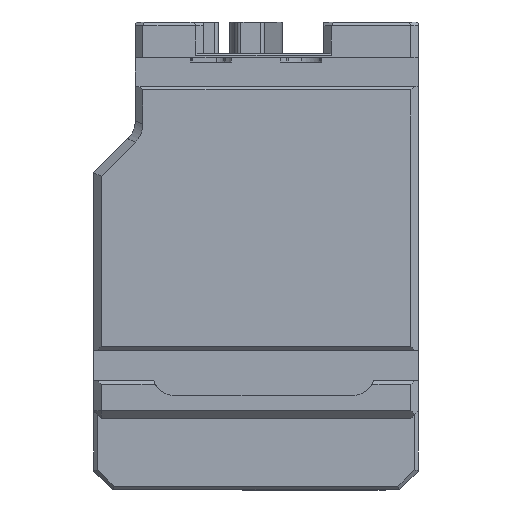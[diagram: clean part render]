
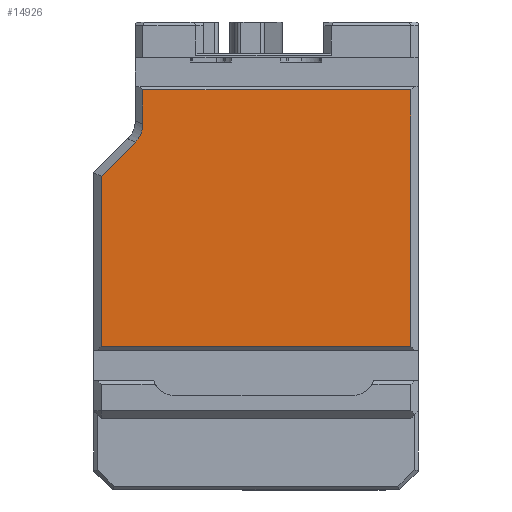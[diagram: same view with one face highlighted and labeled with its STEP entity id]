
A CAD part, left-side view. The second image highlights one B-rep face of the part: STEP entity #14926.
In plain terms, the highlighted planar face has unit normal (-1, 0, 0).
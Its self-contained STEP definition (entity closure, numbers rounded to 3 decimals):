
#47 = CARTESIAN_POINT ( 'NONE',  ( -10., -48., -124. ) ) ;
#254 = CARTESIAN_POINT ( 'NONE',  ( -10., 23.673, -30.501 ) ) ;
#867 = CARTESIAN_POINT ( 'NONE',  ( -10., -48., -86. ) ) ;
#971 = VERTEX_POINT ( 'NONE', #2549 ) ;
#1443 = CARTESIAN_POINT ( 'NONE',  ( -10., 23., -28.877 ) ) ;
#1703 = CARTESIAN_POINT ( 'NONE',  ( -10., -48., -86. ) ) ;
#2173 = EDGE_CURVE ( 'NONE', #10498, #11653, #9673, .T. ) ;
#2394 = CARTESIAN_POINT ( 'NONE',  ( -10., -48., -18. ) ) ;
#2463 = DIRECTION ( 'NONE',  ( 0., 0.707, -0.707 ) ) ;
#2549 = CARTESIAN_POINT ( 'NONE',  ( -10., 34., -86. ) ) ;
#2557 = CARTESIAN_POINT ( 'NONE',  ( -10., 23., -18. ) ) ;
#3103 = VECTOR ( 'NONE', #14597, 1000. ) ;
#3536 = VERTEX_POINT ( 'NONE', #4522 ) ;
#3645 = CARTESIAN_POINT ( 'NONE',  ( -10., 71.086, -77.914 ) ) ;
#3856 = VERTEX_POINT ( 'NONE', #8936 ) ;
#3925 = PLANE ( 'NONE',  #7550 ) ;
#4025 = DIRECTION ( 'NONE',  ( 0., 0., -1. ) ) ;
#4139 = LINE ( 'NONE', #1703, #4247 ) ;
#4179 = CARTESIAN_POINT ( 'NONE',  ( -10., 34., -87. ) ) ;
#4247 = VECTOR ( 'NONE', #6518, 1000. ) ;
#4443 = VECTOR ( 'NONE', #8525, 1000. ) ;
#4522 = CARTESIAN_POINT ( 'NONE',  ( -10., 24.968, -31.796 ) ) ;
#4664 = EDGE_CURVE ( 'NONE', #971, #6561, #4139, .T. ) ;
#4807 = EDGE_CURVE ( 'NONE', #3536, #3856, #7353, .T. ) ;
#5498 = ORIENTED_EDGE ( 'NONE', *, *, #4807, .T. ) ;
#6277 = VECTOR ( 'NONE', #2463, 1000. ) ;
#6302 = CARTESIAN_POINT ( 'NONE',  ( -10., 25., -124. ) ) ;
#6518 = DIRECTION ( 'NONE',  ( 0., -1., 0. ) ) ;
#6561 = VERTEX_POINT ( 'NONE', #867 ) ;
#7353 = LINE ( 'NONE', #3645, #6277 ) ;
#7550 = AXIS2_PLACEMENT_3D ( 'NONE', #6302, #14559, #9711 ) ;
#7607 = CARTESIAN_POINT ( 'NONE',  ( -10., 23., -27.046 ) ) ;
#8046 = ORIENTED_EDGE ( 'NONE', *, *, #4664, .T. ) ;
#8413 =( BOUNDED_CURVE ( )  B_SPLINE_CURVE ( 3, ( #7607, #1443, #254, #10072 ),
 .UNSPECIFIED., .F., .F. ) 
 B_SPLINE_CURVE_WITH_KNOTS ( ( 4, 4 ),
 ( 6.009, 6.557 ),
 .UNSPECIFIED. ) 
 CURVE ( )  GEOMETRIC_REPRESENTATION_ITEM ( )  RATIONAL_B_SPLINE_CURVE ( ( 1., 0.975, 0.975, 1. ) ) 
 REPRESENTATION_ITEM ( '' )  );
#8487 = ORIENTED_EDGE ( 'NONE', *, *, #14174, .T. ) ;
#8525 = DIRECTION ( 'NONE',  ( 0., 0., 1. ) ) ;
#8544 = ORIENTED_EDGE ( 'NONE', *, *, #10231, .T. ) ;
#8936 = CARTESIAN_POINT ( 'NONE',  ( -10., 34., -40.828 ) ) ;
#9256 = VERTEX_POINT ( 'NONE', #9670 ) ;
#9670 = CARTESIAN_POINT ( 'NONE',  ( -10., 23., -27.046 ) ) ;
#9673 = LINE ( 'NONE', #2557, #3103 ) ;
#9711 = DIRECTION ( 'NONE',  ( 0., -1., 0. ) ) ;
#9729 = CARTESIAN_POINT ( 'NONE',  ( -10., 23., -124. ) ) ;
#9891 = LINE ( 'NONE', #9729, #12872 ) ;
#10055 = DIRECTION ( 'NONE',  ( 0., 0., -1. ) ) ;
#10072 = CARTESIAN_POINT ( 'NONE',  ( -10., 24.968, -31.796 ) ) ;
#10157 = EDGE_LOOP ( 'NONE', ( #14654, #8046, #8544, #11633, #14168, #8487, #5498 ) ) ;
#10231 = EDGE_CURVE ( 'NONE', #6561, #10498, #10906, .T. ) ;
#10498 = VERTEX_POINT ( 'NONE', #2394 ) ;
#10906 = LINE ( 'NONE', #47, #4443 ) ;
#11046 = CARTESIAN_POINT ( 'NONE',  ( -10., 23., -18. ) ) ;
#11633 = ORIENTED_EDGE ( 'NONE', *, *, #2173, .T. ) ;
#11653 = VERTEX_POINT ( 'NONE', #11046 ) ;
#12206 = EDGE_CURVE ( 'NONE', #3856, #971, #14002, .T. ) ;
#12872 = VECTOR ( 'NONE', #10055, 1000. ) ;
#13520 = FACE_OUTER_BOUND ( 'NONE', #10157, .T. ) ;
#14002 = LINE ( 'NONE', #4179, #14766 ) ;
#14168 = ORIENTED_EDGE ( 'NONE', *, *, #14514, .T. ) ;
#14174 = EDGE_CURVE ( 'NONE', #9256, #3536, #8413, .T. ) ;
#14514 = EDGE_CURVE ( 'NONE', #11653, #9256, #9891, .T. ) ;
#14559 = DIRECTION ( 'NONE',  ( -1., 0., 0. ) ) ;
#14597 = DIRECTION ( 'NONE',  ( 0., 1., 0. ) ) ;
#14654 = ORIENTED_EDGE ( 'NONE', *, *, #12206, .T. ) ;
#14766 = VECTOR ( 'NONE', #4025, 1000. ) ;
#14926 = ADVANCED_FACE ( 'NONE', ( #13520 ), #3925, .T. ) ;
